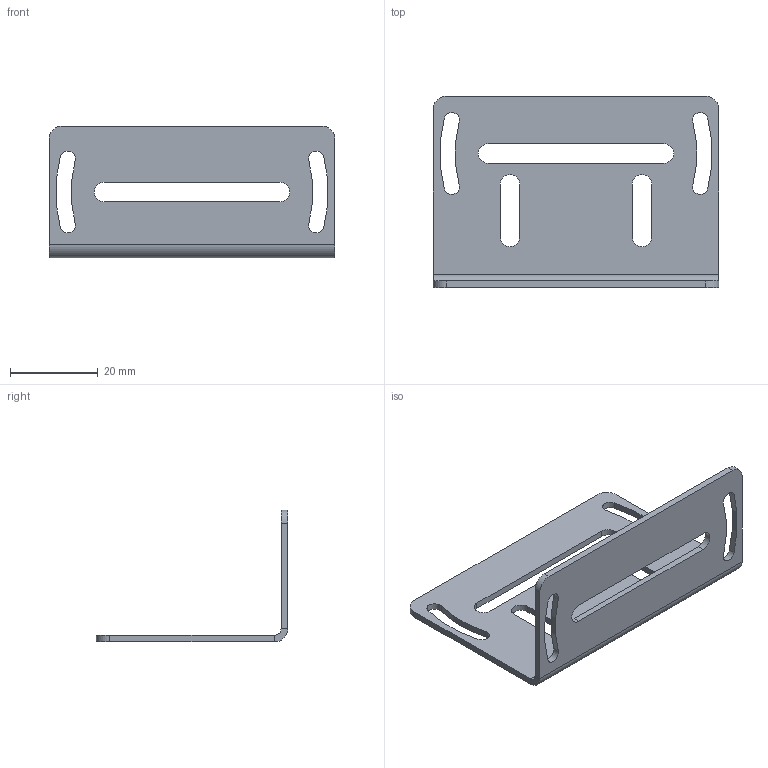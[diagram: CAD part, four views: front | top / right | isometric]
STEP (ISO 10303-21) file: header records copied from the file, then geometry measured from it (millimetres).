
FILE_DESCRIPTION((''),'2;1');
FILE_NAME('153893_SW','2010-08-13T',('banengservice'),('BANNER ENGINEERING'),'PRO/ENGINEER BY PARAMETRIC TECHNOLOGY CORPORATION, 2009141','PRO/ENGINEER BY PARAMETRIC TECHNOLOGY CORPORATION, 2009141','');
FILE_SCHEMA(('CONFIG_CONTROL_DESIGN'));
Length unit declared in the file: inch
Products named in the file (1): 153893_SW
Bounding box: 65 x 43.5 x 30 mm (x, y, z)
Volume: 5755.2 mm3; surface area: 8737.7 mm2
Topology: 1 solids, 1 shells, 309 faces, 886 edges, 588 vertices
Faces by surface type: plane 279, cylinder 30
Entity records: 10008 total; most frequent: CARTESIAN_POINT 1783, ORIENTED_EDGE 1772, DIRECTION 1564, EDGE_CURVE 886, VECTOR 826, LINE 826, VERTEX_POINT 588, AXIS2_PLACEMENT_3D 369
